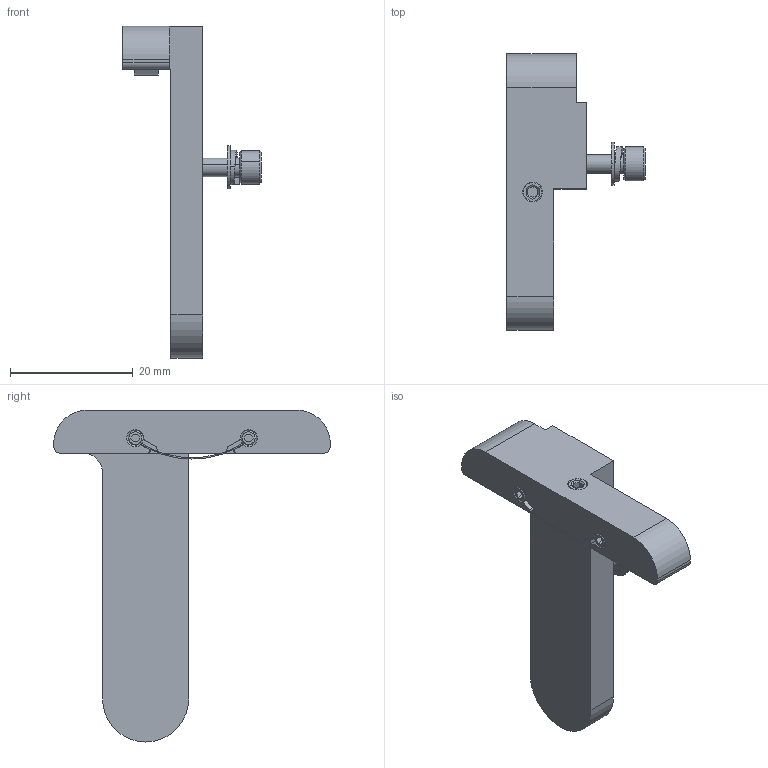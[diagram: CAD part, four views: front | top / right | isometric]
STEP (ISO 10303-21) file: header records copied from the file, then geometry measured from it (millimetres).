
FILE_DESCRIPTION(('FreeCAD Model'),'2;1');
FILE_NAME('Open CASCADE Shape Model','2023-03-22T11:41:55',('Author'),( ''),'Open CASCADE STEP processor 7.6','FreeCAD','Unknown');
FILE_SCHEMA(('AUTOMOTIVE_DESIGN { 1 0 10303 214 1 1 1 1 }'));
Length unit declared in the file: millimetre
Products named in the file (9): LinkGroup001; Solid012; Solid010; Solid009; Solid008; Solid007; Solid005; Solid004; Solid002
Assembly tree (8 placements, depth 2):
  LinkGroup001
    Solid012
    Solid010
    Solid009
    Solid008
    Solid007
    Solid005
    Solid004
    Solid002
Bounding box: 22.5 x 45 x 54 mm (x, y, z)
Volume: 6384.6 mm3; surface area: 4199.5 mm2
Topology: 8 solids, 8 shells, 171 faces, 408 edges, 253 vertices
Faces by surface type: plane 68, cylinder 55, cone 46, bspline 2
Entity records: 11776 total; most frequent: CARTESIAN_POINT 3517, DIRECTION 1524, LINE 870, VECTOR 870, ORIENTED_EDGE 796, PCURVE 796, DEFINITIONAL_REPRESENTATION 796, EDGE_CURVE 398
